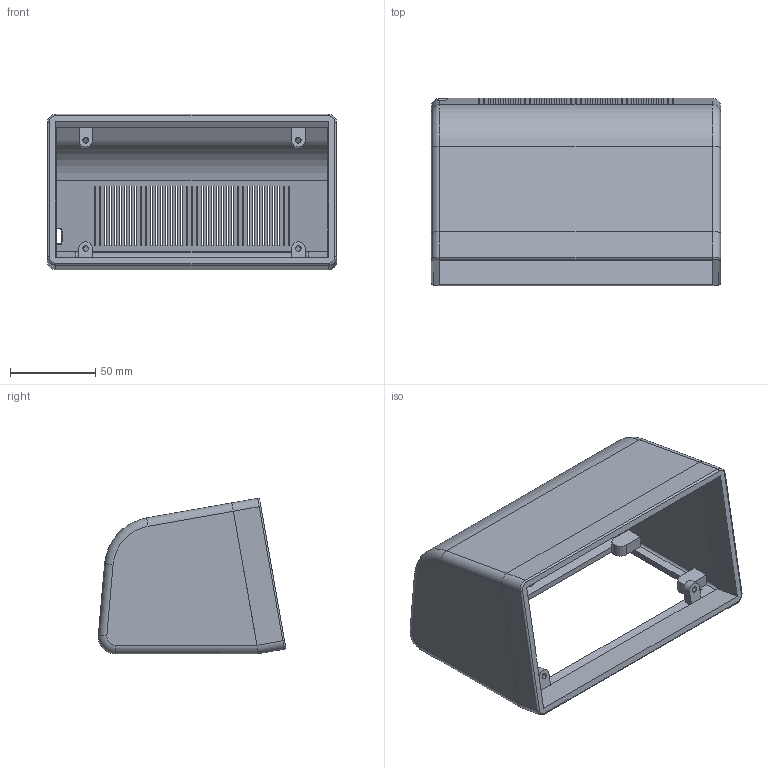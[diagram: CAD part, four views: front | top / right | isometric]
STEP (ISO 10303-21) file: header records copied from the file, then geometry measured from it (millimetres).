
FILE_DESCRIPTION(('HOOPS Exchange Step'),'2;1');
FILE_NAME('temp_export','2025-02-18T20:14:35+02:00',('sallar'),('Shapr3D Limited'),'HOOPS Exchange 2024.8','Shapr3D','Authorized');
FILE_SCHEMA( ('AP242_MANAGED_MODEL_BASED_3D_ENGINEERING_MIM_LF {1 0 10303 442 1 1 4}') );
Length unit declared in the file: millimetre
Products named in the file (8): Front plate; USB Assembly; Bottom Attachments; USB-C Platform; Usb-platform.step; Back attachment; Front attachment; Body
Assembly tree (7 placements, depth 3):
  Body
    Front plate
    USB Assembly
    Bottom Attachments
    Usb-platform.step
      USB-C Platform
    Back attachment
    Front attachment
Bounding box: 170 x 110.12 x 91.32 mm (x, y, z)
Volume: 179064.1 mm3; surface area: 114803.9 mm2
Topology: 2 solids, 2 shells, 311 faces, 876 edges, 574 vertices
Faces by surface type: plane 239, cylinder 50, torus 12, cone 10
Full cylindrical faces by diameter (mm): 1.7 x2, 3.3 x4, 4 x4
Entity records: 10361 total; most frequent: CARTESIAN_POINT 1810, ORIENTED_EDGE 1752, DIRECTION 1674, EDGE_CURVE 876, VECTOR 728, LINE 728, VERTEX_POINT 574, AXIS2_PLACEMENT_3D 473
